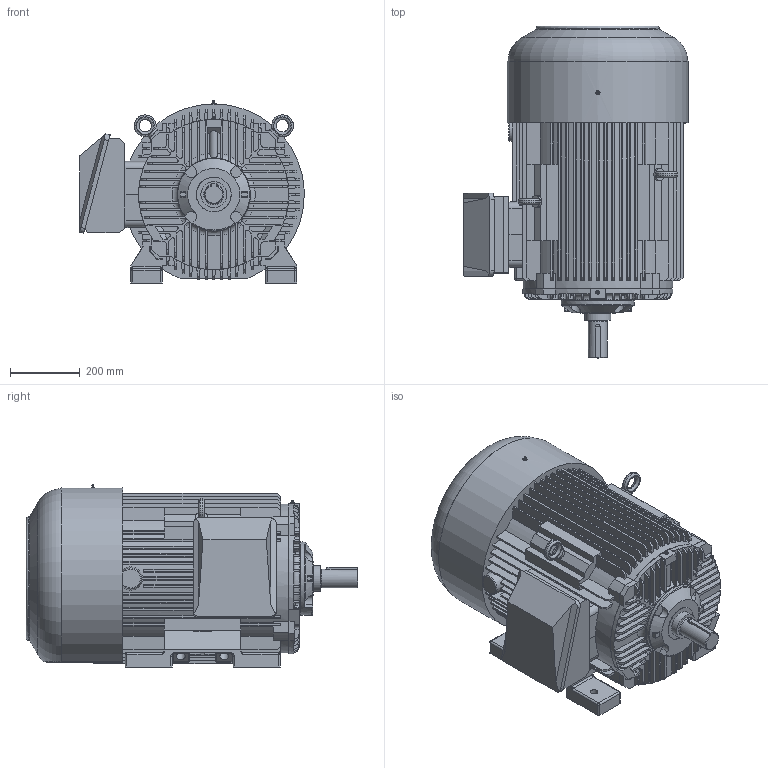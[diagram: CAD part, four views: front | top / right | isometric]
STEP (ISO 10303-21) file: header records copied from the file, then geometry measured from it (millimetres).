
FILE_DESCRIPTION( ( 'Unknown' ), '1' );
FILE_NAME( 'SIE400_TS.stp', 'Unknown', ( 'Unknown' ), ( 'Unknown' ), 'XStep 1.0', 'Unknown', ' ' );
FILE_SCHEMA( ( 'CONFIG_CONTROL_DESIGN' ) );
Length unit declared in the file: millimetre
Products named in the file (1): 1
Bounding box: 644.81 x 952.51 x 522.43 mm (x, y, z)
Volume: 147476153.5 mm3; surface area: 3384631.5 mm2
Topology: 1 solids, 4 shells, 1273 faces, 3446 edges, 2158 vertices
Faces by surface type: plane 717, cylinder 348, torus 93, bspline 57, sphere 48, cone 10
Full cylindrical faces by diameter (mm): 1.6 x2, 5 x7, 17.5 x4, 21 x6, 26 x4, 35 x4, 53.976 x1, 74.5 x1, 100 x1, 208 x1, 210 x1
Entity records: 49590 total; most frequent: CARTESIAN_POINT 18065, ORIENTED_EDGE 6630, DIRECTION 6530, EDGE_CURVE 3315, AXIS2_PLACEMENT_3D 2226, VERTEX_POINT 2126, LINE 2078, VECTOR 2078
